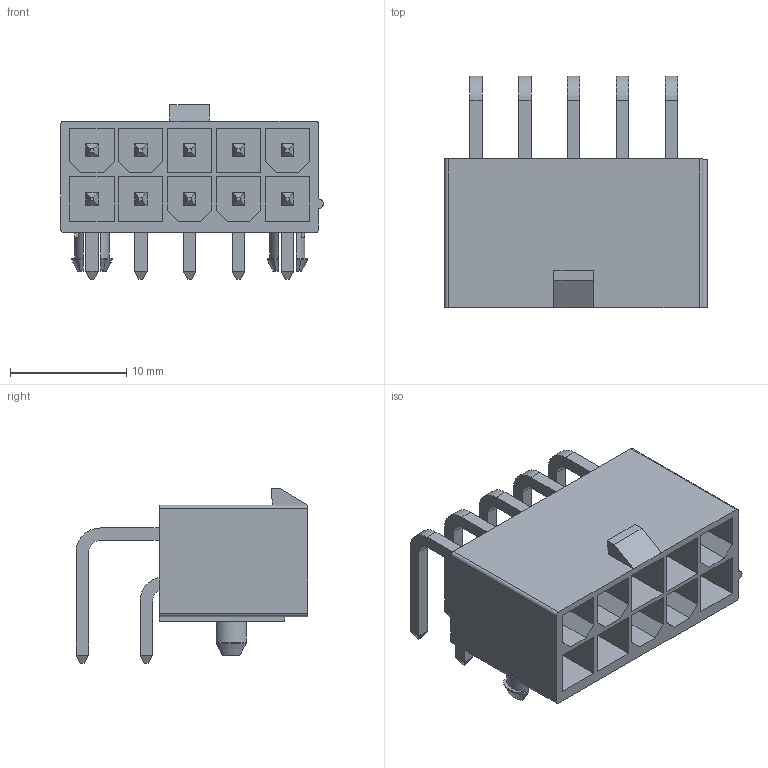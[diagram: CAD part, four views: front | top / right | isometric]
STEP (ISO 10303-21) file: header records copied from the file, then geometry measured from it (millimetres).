
FILE_DESCRIPTION(('FreeCAD Model'),'2;1');
FILE_NAME('039301100.step','2017-10-18T22:24:05',( 'kicad StepUp'),('ksu MCAD'),'Open CASCADE STEP processor 6.8', 'FreeCAD','Unknown');
FILE_SCHEMA(('AUTOMOTIVE_DESIGN_CC2 { 1 2 10303 214 -1 1 5 4 }'));
Length unit declared in the file: millimetre
Products named in the file (1): 039301100
Bounding box: 22.6 x 19.93 x 15 mm (x, y, z)
Volume: 1678.7 mm3; surface area: 3385.4 mm2
Topology: 1 solids, 1 shells, 339 faces, 815 edges, 510 vertices
Faces by surface type: plane 302, cylinder 33, cone 4
Entity records: 23795 total; most frequent: CARTESIAN_POINT 7339, DIRECTION 2993, LINE 2123, VECTOR 2123, ORIENTED_EDGE 1630, PCURVE 1630, DEFINITIONAL_REPRESENTATION 1630, EDGE_CURVE 815
